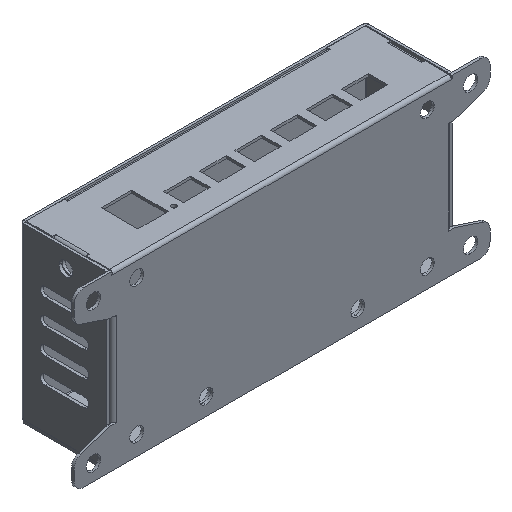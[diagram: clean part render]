
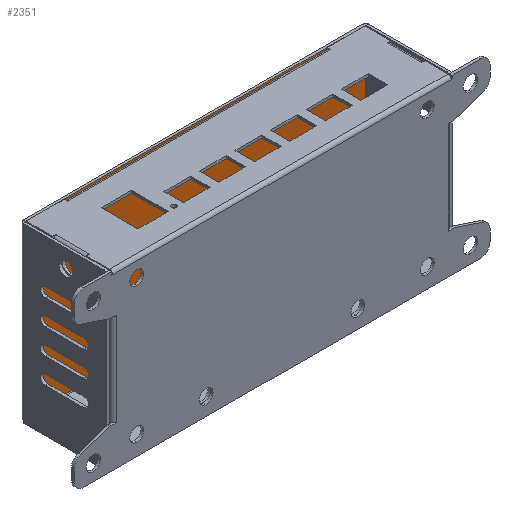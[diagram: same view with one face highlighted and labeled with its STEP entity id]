
A CAD part, isometric view. The second image highlights one B-rep face of the part: STEP entity #2351.
In plain terms, the highlighted planar face has unit normal (0, -1, 0).
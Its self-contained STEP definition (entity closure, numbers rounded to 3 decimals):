
#64 = CARTESIAN_POINT ( 'NONE',  ( -52.5, -0.8, 25.75 ) ) ;
#279 = VECTOR ( 'NONE', #6880, 1000. ) ;
#373 = FACE_OUTER_BOUND ( 'NONE', #3730, .T. ) ;
#528 = EDGE_CURVE ( 'NONE', #1406, #5213, #4847, .T. ) ;
#1406 = VERTEX_POINT ( 'NONE', #9334 ) ;
#1576 = CARTESIAN_POINT ( 'NONE',  ( -52.629, -0.8, 25.75 ) ) ;
#1649 = VERTEX_POINT ( 'NONE', #64 ) ;
#2155 = DIRECTION ( 'NONE',  ( 0., 1., 0. ) ) ;
#2351 = ADVANCED_FACE ( 'NONE', ( #373 ), #8181, .F. ) ;
#2701 = LINE ( 'NONE', #4629, #8763 ) ;
#2925 = CARTESIAN_POINT ( 'NONE',  ( 0., -0.8, 0. ) ) ;
#3094 = LINE ( 'NONE', #5666, #5650 ) ;
#3461 = DIRECTION ( 'NONE',  ( -1., 0., 0. ) ) ;
#3730 = EDGE_LOOP ( 'NONE', ( #8557, #8965, #5008, #6902 ) ) ;
#3990 = EDGE_CURVE ( 'NONE', #5213, #6621, #3094, .T. ) ;
#4629 = CARTESIAN_POINT ( 'NONE',  ( -52.5, -0.8, -26.75 ) ) ;
#4847 = LINE ( 'NONE', #6249, #9462 ) ;
#5008 = ORIENTED_EDGE ( 'NONE', *, *, #528, .F. ) ;
#5011 = AXIS2_PLACEMENT_3D ( 'NONE', #2925, #2155, #8213 ) ;
#5213 = VERTEX_POINT ( 'NONE', #7119 ) ;
#5650 = VECTOR ( 'NONE', #3461, 1000. ) ;
#5666 = CARTESIAN_POINT ( 'NONE',  ( -53.5, -0.8, -26.75 ) ) ;
#6044 = EDGE_CURVE ( 'NONE', #6621, #1649, #2701, .T. ) ;
#6249 = CARTESIAN_POINT ( 'NONE',  ( 52.5, -0.8, 25.879 ) ) ;
#6276 = CARTESIAN_POINT ( 'NONE',  ( -52.5, -0.8, -26.75 ) ) ;
#6621 = VERTEX_POINT ( 'NONE', #6276 ) ;
#6880 = DIRECTION ( 'NONE',  ( 1., 0., 0. ) ) ;
#6902 = ORIENTED_EDGE ( 'NONE', *, *, #9322, .F. ) ;
#6923 = DIRECTION ( 'NONE',  ( 0., 0., -1. ) ) ;
#7096 = LINE ( 'NONE', #1576, #279 ) ;
#7119 = CARTESIAN_POINT ( 'NONE',  ( 52.5, -0.8, -26.75 ) ) ;
#7536 = DIRECTION ( 'NONE',  ( 0., 0., 1. ) ) ;
#8181 = PLANE ( 'NONE',  #5011 ) ;
#8213 = DIRECTION ( 'NONE',  ( 0., 0., 1. ) ) ;
#8557 = ORIENTED_EDGE ( 'NONE', *, *, #6044, .F. ) ;
#8763 = VECTOR ( 'NONE', #7536, 1000. ) ;
#8965 = ORIENTED_EDGE ( 'NONE', *, *, #3990, .F. ) ;
#9322 = EDGE_CURVE ( 'NONE', #1649, #1406, #7096, .T. ) ;
#9334 = CARTESIAN_POINT ( 'NONE',  ( 52.5, -0.8, 25.75 ) ) ;
#9462 = VECTOR ( 'NONE', #6923, 1000. ) ;
